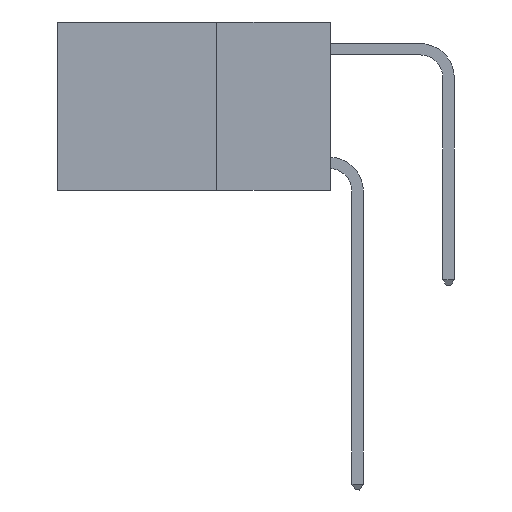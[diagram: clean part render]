
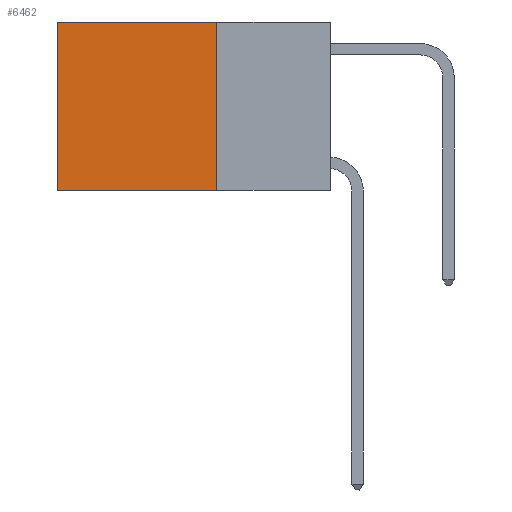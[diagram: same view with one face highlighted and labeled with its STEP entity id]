
A CAD part, left-side view. The second image highlights one B-rep face of the part: STEP entity #6462.
In plain terms, the highlighted planar face has unit normal (-1, 0, 0).
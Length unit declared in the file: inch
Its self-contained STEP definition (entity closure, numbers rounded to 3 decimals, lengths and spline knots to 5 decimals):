
#507 = ORIENTED_EDGE ( 'NONE', *, *, #3912, .F. ) ;
#1928 = LINE ( 'NONE', #3395, #4633 ) ;
#2002 = CARTESIAN_POINT ( 'NONE',  ( 0.2625, 0.25, 0. ) ) ;
#2353 = VECTOR ( 'NONE', #12054, 39.37008 ) ;
#2684 = AXIS2_PLACEMENT_3D ( 'NONE', #2002, #3332, #12294 ) ;
#3332 = DIRECTION ( 'NONE',  ( 1., 0., 0. ) ) ;
#3395 = CARTESIAN_POINT ( 'NONE',  ( 0.2625, 0.25, -0.37 ) ) ;
#3649 = CARTESIAN_POINT ( 'NONE',  ( 0.2625, 0.6, 0. ) ) ;
#3912 = EDGE_CURVE ( 'NONE', #5131, #15563, #15805, .T. ) ;
#4498 = EDGE_CURVE ( 'NONE', #15563, #7321, #1928, .T. ) ;
#4577 = ORIENTED_EDGE ( 'NONE', *, *, #8939, .T. ) ;
#4633 = VECTOR ( 'NONE', #4746, 39.37008 ) ;
#4746 = DIRECTION ( 'NONE',  ( 0., 1., 0. ) ) ;
#4992 = CARTESIAN_POINT ( 'NONE',  ( 0.2625, 0.6, -0.37 ) ) ;
#5131 = VERTEX_POINT ( 'NONE', #15870 ) ;
#5609 = CARTESIAN_POINT ( 'NONE',  ( 0.2625, 0.6, 0. ) ) ;
#5641 = DIRECTION ( 'NONE',  ( 0., 1., 0. ) ) ;
#6195 = EDGE_LOOP ( 'NONE', ( #4577, #11943, #507, #15525 ) ) ;
#6462 = ADVANCED_FACE ( 'NONE', ( #16269 ), #9796, .F. ) ;
#7321 = VERTEX_POINT ( 'NONE', #4992 ) ;
#7982 = LINE ( 'NONE', #5609, #14590 ) ;
#8485 = VECTOR ( 'NONE', #5641, 39.37008 ) ;
#8618 = VERTEX_POINT ( 'NONE', #3649 ) ;
#8939 = EDGE_CURVE ( 'NONE', #8618, #7321, #7982, .T. ) ;
#9796 = PLANE ( 'NONE',  #2684 ) ;
#11943 = ORIENTED_EDGE ( 'NONE', *, *, #4498, .F. ) ;
#12006 = CARTESIAN_POINT ( 'NONE',  ( 0.2625, 0.25, 0. ) ) ;
#12054 = DIRECTION ( 'NONE',  ( 0., 0., -1. ) ) ;
#12139 = EDGE_CURVE ( 'NONE', #5131, #8618, #15072, .T. ) ;
#12294 = DIRECTION ( 'NONE',  ( 0., 0., -1. ) ) ;
#13206 = CARTESIAN_POINT ( 'NONE',  ( 0.2625, 0.25, 0. ) ) ;
#14390 = DIRECTION ( 'NONE',  ( 0., 0., -1. ) ) ;
#14590 = VECTOR ( 'NONE', #14390, 39.37008 ) ;
#15072 = LINE ( 'NONE', #13206, #8485 ) ;
#15525 = ORIENTED_EDGE ( 'NONE', *, *, #12139, .T. ) ;
#15563 = VERTEX_POINT ( 'NONE', #16344 ) ;
#15805 = LINE ( 'NONE', #12006, #2353 ) ;
#15870 = CARTESIAN_POINT ( 'NONE',  ( 0.2625, 0.25, 0. ) ) ;
#16269 = FACE_OUTER_BOUND ( 'NONE', #6195, .T. ) ;
#16344 = CARTESIAN_POINT ( 'NONE',  ( 0.2625, 0.25, -0.37 ) ) ;
